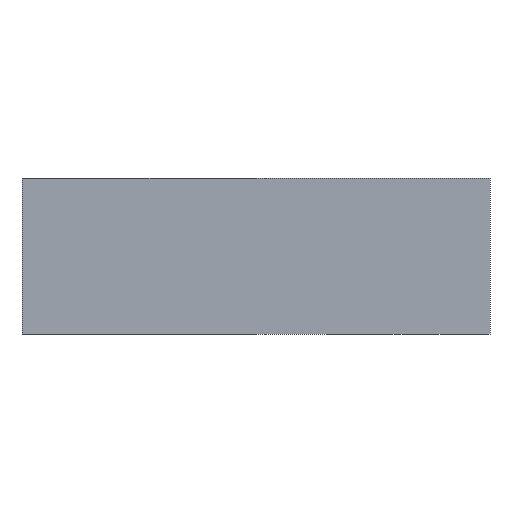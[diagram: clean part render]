
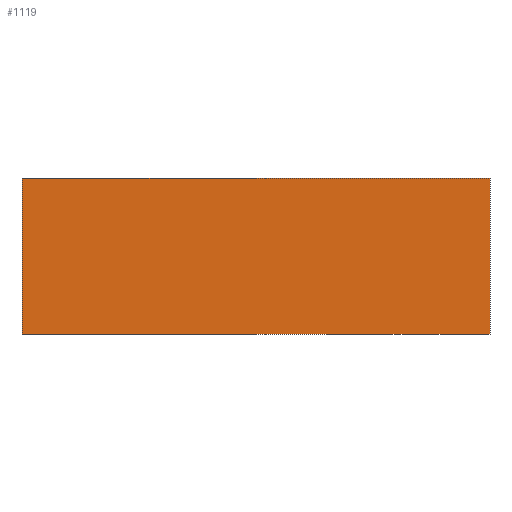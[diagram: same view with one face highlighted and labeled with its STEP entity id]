
A CAD part, front view. The second image highlights one B-rep face of the part: STEP entity #1119.
In plain terms, the highlighted planar face has unit normal (0, -1, 0).
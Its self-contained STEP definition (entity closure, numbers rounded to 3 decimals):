
#10 = VERTEX_POINT ( 'NONE', #204 ) ;
#92 = CARTESIAN_POINT ( 'NONE',  ( -6., -17.5, 4. ) ) ;
#104 = EDGE_CURVE ( 'NONE', #1216, #645, #1124, .T. ) ;
#204 = CARTESIAN_POINT ( 'NONE',  ( 6., -17.5, 4. ) ) ;
#221 = VECTOR ( 'NONE', #432, 1000. ) ;
#298 = LINE ( 'NONE', #1014, #221 ) ;
#347 = DIRECTION ( 'NONE',  ( 0., 1., 0. ) ) ;
#349 = CARTESIAN_POINT ( 'NONE',  ( 6., -17.5, 0. ) ) ;
#365 = CARTESIAN_POINT ( 'NONE',  ( -6., -17.5, 4. ) ) ;
#367 = CARTESIAN_POINT ( 'NONE',  ( -6., -17.5, 4. ) ) ;
#392 = LINE ( 'NONE', #628, #1459 ) ;
#432 = DIRECTION ( 'NONE',  ( 1., 0., 0. ) ) ;
#501 = ORIENTED_EDGE ( 'NONE', *, *, #104, .T. ) ;
#508 = CARTESIAN_POINT ( 'NONE',  ( -6., -17.5, 4. ) ) ;
#512 = DIRECTION ( 'NONE',  ( 0., 0., -1. ) ) ;
#542 = DIRECTION ( 'NONE',  ( 1., 0., 0. ) ) ;
#580 = DIRECTION ( 'NONE',  ( 0., 0., 1. ) ) ;
#603 = EDGE_CURVE ( 'NONE', #1216, #10, #1136, .T. ) ;
#617 = EDGE_CURVE ( 'NONE', #645, #1390, #298, .T. ) ;
#622 = CARTESIAN_POINT ( 'NONE',  ( -6., -17.5, 0. ) ) ;
#628 = CARTESIAN_POINT ( 'NONE',  ( 6., -17.5, 4. ) ) ;
#645 = VERTEX_POINT ( 'NONE', #622 ) ;
#722 = ORIENTED_EDGE ( 'NONE', *, *, #603, .F. ) ;
#969 = ORIENTED_EDGE ( 'NONE', *, *, #1474, .F. ) ;
#1014 = CARTESIAN_POINT ( 'NONE',  ( -6., -17.5, 0. ) ) ;
#1052 = EDGE_LOOP ( 'NONE', ( #1054, #969, #722, #501 ) ) ;
#1054 = ORIENTED_EDGE ( 'NONE', *, *, #617, .T. ) ;
#1119 = ADVANCED_FACE ( 'NONE', ( #1184 ), #1399, .F. ) ;
#1124 = LINE ( 'NONE', #508, #1197 ) ;
#1136 = LINE ( 'NONE', #92, #1423 ) ;
#1141 = AXIS2_PLACEMENT_3D ( 'NONE', #365, #347, #580 ) ;
#1184 = FACE_OUTER_BOUND ( 'NONE', #1052, .T. ) ;
#1197 = VECTOR ( 'NONE', #1336, 1000. ) ;
#1216 = VERTEX_POINT ( 'NONE', #367 ) ;
#1336 = DIRECTION ( 'NONE',  ( 0., 0., -1. ) ) ;
#1390 = VERTEX_POINT ( 'NONE', #349 ) ;
#1399 = PLANE ( 'NONE',  #1141 ) ;
#1423 = VECTOR ( 'NONE', #542, 1000. ) ;
#1459 = VECTOR ( 'NONE', #512, 1000. ) ;
#1474 = EDGE_CURVE ( 'NONE', #10, #1390, #392, .T. ) ;
